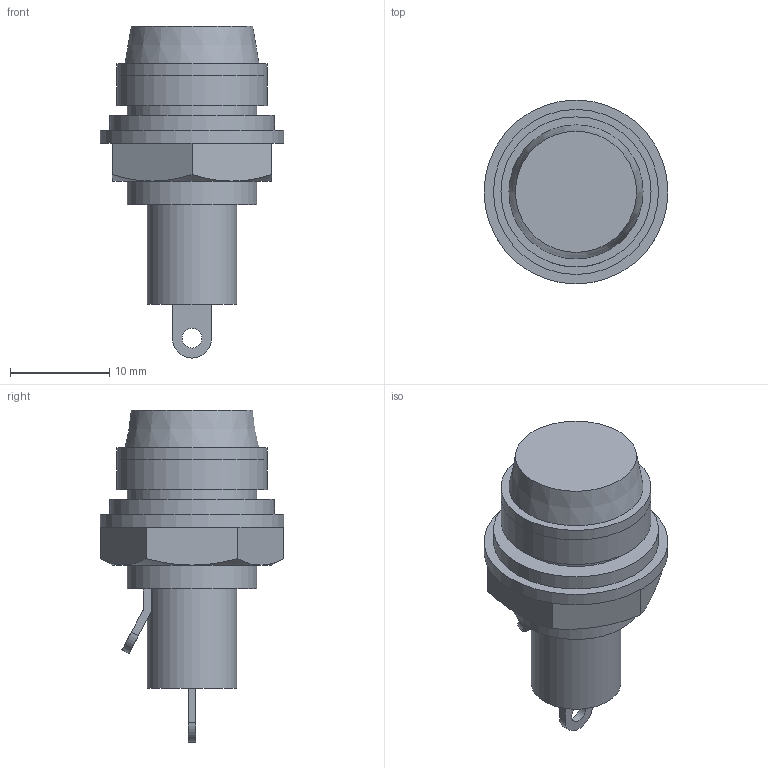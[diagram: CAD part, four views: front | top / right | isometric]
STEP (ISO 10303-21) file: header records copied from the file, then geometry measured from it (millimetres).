
FILE_DESCRIPTION(('Open CASCADE Model'),'2;1');
FILE_NAME('Open CASCADE Shape Model','2025-01-03T11:44:59',('Author'),( 'Open CASCADE'),'Open CASCADE STEP processor 7.7','Open CASCADE 7.7' ,'Unknown');
FILE_SCHEMA(('AUTOMOTIVE_DESIGN { 1 0 10303 214 1 1 1 1 }'));
Length unit declared in the file: millimetre
Products named in the file (13): FH-P20H; fixing_nut; fixing_nut_part; washer; washer_part; body; body_part; cap; cap_part; pin1; pin1_part; pin2; pin2_part
Assembly tree (12 placements, depth 3):
  FH-P20H
    fixing_nut
      fixing_nut_part
    washer
      washer_part
    body
      body_part
    cap
      cap_part
    pin1
      pin1_part
    pin2
      pin2_part
Bounding box: 18.5 x 18.5 x 33.4 mm (x, y, z)
Volume: 2886.8 mm3; surface area: 3399.4 mm2
Topology: 6 solids, 6 shells, 58 faces, 114 edges, 74 vertices
Faces by surface type: plane 34, cylinder 17, sphere 6, cone 1
Full cylindrical faces by diameter (mm): 2 x1, 7.5 x1, 9 x1, 11 x1, 13 x3, 15.1 x2, 16.6 x1, 18.5 x1
Entity records: 3412 total; most frequent: CARTESIAN_POINT 697, DIRECTION 513, ORIENTED_EDGE 228, PCURVE 228, DEFINITIONAL_REPRESENTATION 228, LINE 222, VECTOR 222, AXIS2_PLACEMENT_3D 125
